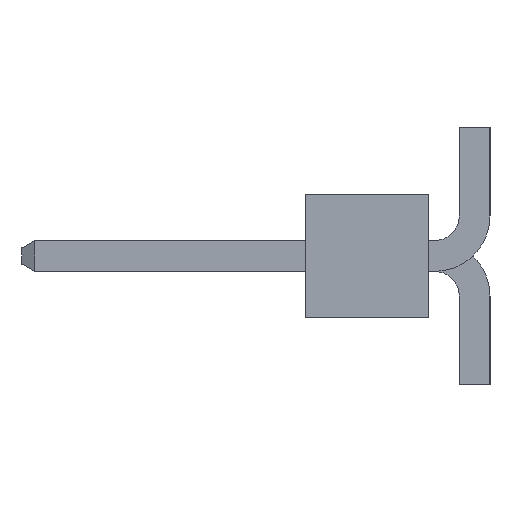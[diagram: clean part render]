
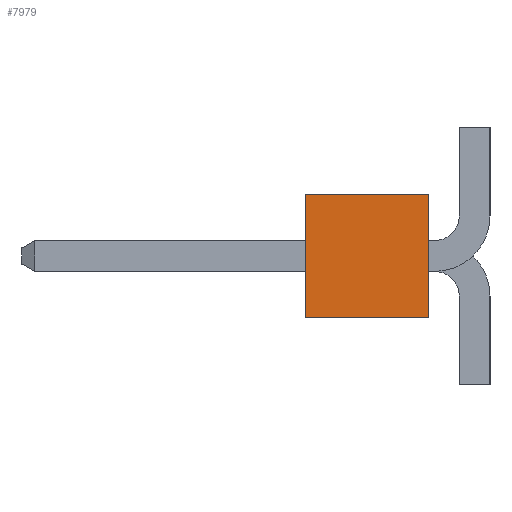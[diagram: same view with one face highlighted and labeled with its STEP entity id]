
A CAD part, left-side view. The second image highlights one B-rep face of the part: STEP entity #7979.
In plain terms, the highlighted planar face has unit normal (-1, 0, 0).
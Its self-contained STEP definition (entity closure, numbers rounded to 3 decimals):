
#4 = VERTEX_POINT ( 'NONE', #4869 ) ;
#73 = LINE ( 'NONE', #2656, #5034 ) ;
#128 = AXIS2_PLACEMENT_3D ( 'NONE', #2150, #1580, #4127 ) ;
#542 = ORIENTED_EDGE ( 'NONE', *, *, #8365, .T. ) ;
#795 = ORIENTED_EDGE ( 'NONE', *, *, #6374, .F. ) ;
#862 = CARTESIAN_POINT ( 'NONE',  ( -11.43, -1.27, 1.27 ) ) ;
#987 = PLANE ( 'NONE',  #128 ) ;
#1396 = CARTESIAN_POINT ( 'NONE',  ( -11.43, 1.27, 1.27 ) ) ;
#1530 = VERTEX_POINT ( 'NONE', #4530 ) ;
#1580 = DIRECTION ( 'NONE',  ( 1., 0., 0. ) ) ;
#1597 = DIRECTION ( 'NONE',  ( 0., 0., 1. ) ) ;
#1980 = LINE ( 'NONE', #3894, #7317 ) ;
#2150 = CARTESIAN_POINT ( 'NONE',  ( -11.43, 1.27, -1.27 ) ) ;
#2331 = ORIENTED_EDGE ( 'NONE', *, *, #4813, .F. ) ;
#2485 = VECTOR ( 'NONE', #3266, 1000. ) ;
#2604 = FACE_OUTER_BOUND ( 'NONE', #4553, .T. ) ;
#2656 = CARTESIAN_POINT ( 'NONE',  ( -11.43, 1.27, -1.27 ) ) ;
#3266 = DIRECTION ( 'NONE',  ( 0., -1., 0. ) ) ;
#3588 = VERTEX_POINT ( 'NONE', #862 ) ;
#3894 = CARTESIAN_POINT ( 'NONE',  ( -11.43, 1.27, -1.27 ) ) ;
#4127 = DIRECTION ( 'NONE',  ( 0., 0., -1. ) ) ;
#4315 = LINE ( 'NONE', #1396, #2485 ) ;
#4530 = CARTESIAN_POINT ( 'NONE',  ( -11.43, -1.27, -1.27 ) ) ;
#4553 = EDGE_LOOP ( 'NONE', ( #6657, #2331, #795, #542 ) ) ;
#4813 = EDGE_CURVE ( 'NONE', #5845, #3588, #4315, .T. ) ;
#4869 = CARTESIAN_POINT ( 'NONE',  ( -11.43, 1.27, -1.27 ) ) ;
#5034 = VECTOR ( 'NONE', #7712, 1000. ) ;
#5070 = EDGE_CURVE ( 'NONE', #1530, #3588, #5510, .T. ) ;
#5510 = LINE ( 'NONE', #5517, #8147 ) ;
#5517 = CARTESIAN_POINT ( 'NONE',  ( -11.43, -1.27, -1.27 ) ) ;
#5676 = CARTESIAN_POINT ( 'NONE',  ( -11.43, 1.27, 1.27 ) ) ;
#5845 = VERTEX_POINT ( 'NONE', #5676 ) ;
#6374 = EDGE_CURVE ( 'NONE', #4, #5845, #1980, .T. ) ;
#6505 = DIRECTION ( 'NONE',  ( 0., 0., 1. ) ) ;
#6657 = ORIENTED_EDGE ( 'NONE', *, *, #5070, .T. ) ;
#7317 = VECTOR ( 'NONE', #6505, 1000. ) ;
#7712 = DIRECTION ( 'NONE',  ( 0., -1., 0. ) ) ;
#7979 = ADVANCED_FACE ( 'NONE', ( #2604 ), #987, .F. ) ;
#8147 = VECTOR ( 'NONE', #1597, 1000. ) ;
#8365 = EDGE_CURVE ( 'NONE', #4, #1530, #73, .T. ) ;
